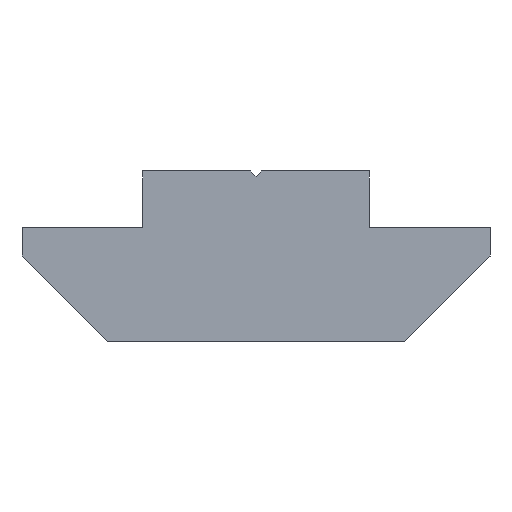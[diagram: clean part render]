
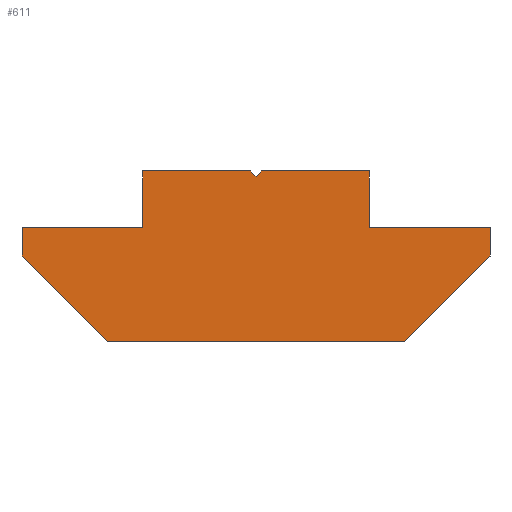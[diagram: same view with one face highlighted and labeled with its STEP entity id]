
A CAD part, left-side view. The second image highlights one B-rep face of the part: STEP entity #611.
In plain terms, the highlighted planar face has unit normal (-1, 0, 0).
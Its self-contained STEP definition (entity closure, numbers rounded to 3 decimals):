
#10 = DIRECTION ( 'NONE',  ( 0., 0., -1. ) ) ;
#12 = VECTOR ( 'NONE', #321, 1000. ) ;
#20 = EDGE_CURVE ( 'NONE', #507, #113, #156, .T. ) ;
#25 = ORIENTED_EDGE ( 'NONE', *, *, #539, .F. ) ;
#31 = VERTEX_POINT ( 'NONE', #579 ) ;
#38 = VERTEX_POINT ( 'NONE', #332 ) ;
#41 = EDGE_CURVE ( 'NONE', #31, #663, #416, .T. ) ;
#43 = VECTOR ( 'NONE', #203, 1000. ) ;
#50 = LINE ( 'NONE', #58, #366 ) ;
#54 = DIRECTION ( 'NONE',  ( 0., 0.707, 0.707 ) ) ;
#58 = CARTESIAN_POINT ( 'NONE',  ( -8., -5.25, -6. ) ) ;
#62 = LINE ( 'NONE', #593, #258 ) ;
#68 = LINE ( 'NONE', #175, #336 ) ;
#76 = VERTEX_POINT ( 'NONE', #278 ) ;
#90 = VERTEX_POINT ( 'NONE', #304 ) ;
#92 = LINE ( 'NONE', #518, #43 ) ;
#98 = CARTESIAN_POINT ( 'NONE',  ( -8., -4., 0. ) ) ;
#102 = CARTESIAN_POINT ( 'NONE',  ( -8., -0.2, 0. ) ) ;
#105 = CARTESIAN_POINT ( 'NONE',  ( -8., 5.25, -6. ) ) ;
#109 = LINE ( 'NONE', #102, #240 ) ;
#110 = CARTESIAN_POINT ( 'NONE',  ( -8., 0.2, 0. ) ) ;
#113 = VERTEX_POINT ( 'NONE', #673 ) ;
#132 = VERTEX_POINT ( 'NONE', #410 ) ;
#145 = CARTESIAN_POINT ( 'NONE',  ( -8., 4., 0. ) ) ;
#149 = VECTOR ( 'NONE', #690, 1000. ) ;
#156 = LINE ( 'NONE', #98, #624 ) ;
#159 = ORIENTED_EDGE ( 'NONE', *, *, #302, .F. ) ;
#162 = VERTEX_POINT ( 'NONE', #461 ) ;
#168 = DIRECTION ( 'NONE',  ( 0., 0.707, -0.707 ) ) ;
#174 = LINE ( 'NONE', #606, #543 ) ;
#175 = CARTESIAN_POINT ( 'NONE',  ( -8., 0., -0.2 ) ) ;
#194 = VERTEX_POINT ( 'NONE', #145 ) ;
#196 = VECTOR ( 'NONE', #425, 1000. ) ;
#202 = EDGE_CURVE ( 'NONE', #411, #555, #68, .T. ) ;
#203 = DIRECTION ( 'NONE',  ( 0., 0., 1. ) ) ;
#204 = CARTESIAN_POINT ( 'NONE',  ( -8., -4., -2. ) ) ;
#206 = VECTOR ( 'NONE', #641, 1000. ) ;
#208 = VERTEX_POINT ( 'NONE', #589 ) ;
#212 = EDGE_CURVE ( 'NONE', #38, #208, #50, .T. ) ;
#227 = CARTESIAN_POINT ( 'NONE',  ( -8., -9.075, -6.3 ) ) ;
#230 = EDGE_CURVE ( 'NONE', #132, #31, #62, .T. ) ;
#233 = EDGE_CURVE ( 'NONE', #76, #162, #686, .T. ) ;
#239 = ORIENTED_EDGE ( 'NONE', *, *, #550, .F. ) ;
#240 = VECTOR ( 'NONE', #634, 1000. ) ;
#251 = AXIS2_PLACEMENT_3D ( 'NONE', #227, #554, #387 ) ;
#258 = VECTOR ( 'NONE', #273, 1000. ) ;
#273 = DIRECTION ( 'NONE',  ( 0., 0., 1. ) ) ;
#278 = CARTESIAN_POINT ( 'NONE',  ( -8., -8.25, -2. ) ) ;
#288 = PLANE ( 'NONE',  #251 ) ;
#302 = EDGE_CURVE ( 'NONE', #90, #411, #488, .T. ) ;
#304 = CARTESIAN_POINT ( 'NONE',  ( -8., 0.2, 0. ) ) ;
#321 = DIRECTION ( 'NONE',  ( 0., -1., 0. ) ) ;
#325 = ORIENTED_EDGE ( 'NONE', *, *, #474, .F. ) ;
#332 = CARTESIAN_POINT ( 'NONE',  ( -8., -5.25, -6. ) ) ;
#336 = VECTOR ( 'NONE', #434, 1000. ) ;
#351 = ORIENTED_EDGE ( 'NONE', *, *, #233, .F. ) ;
#362 = ORIENTED_EDGE ( 'NONE', *, *, #41, .F. ) ;
#364 = CARTESIAN_POINT ( 'NONE',  ( -8., -4., 0. ) ) ;
#366 = VECTOR ( 'NONE', #590, 1000. ) ;
#387 = DIRECTION ( 'NONE',  ( 0., 0., 1. ) ) ;
#391 = CARTESIAN_POINT ( 'NONE',  ( -8., 0., -0.2 ) ) ;
#394 = ORIENTED_EDGE ( 'NONE', *, *, #20, .F. ) ;
#400 = EDGE_LOOP ( 'NONE', ( #526, #672, #159, #325, #239, #362, #440, #25, #638, #566, #351, #679, #394 ) ) ;
#410 = CARTESIAN_POINT ( 'NONE',  ( -8., 8.25, -3. ) ) ;
#411 = VERTEX_POINT ( 'NONE', #391 ) ;
#416 = LINE ( 'NONE', #591, #478 ) ;
#421 = CARTESIAN_POINT ( 'NONE',  ( -8., 4., 0. ) ) ;
#425 = DIRECTION ( 'NONE',  ( 0., -0.707, -0.707 ) ) ;
#429 = CARTESIAN_POINT ( 'NONE',  ( -8., -8.25, -2. ) ) ;
#431 = DIRECTION ( 'NONE',  ( 0., -1., 0. ) ) ;
#434 = DIRECTION ( 'NONE',  ( 0., -0.707, 0.707 ) ) ;
#435 = LINE ( 'NONE', #421, #12 ) ;
#440 = ORIENTED_EDGE ( 'NONE', *, *, #230, .F. ) ;
#460 = EDGE_CURVE ( 'NONE', #555, #507, #109, .T. ) ;
#461 = CARTESIAN_POINT ( 'NONE',  ( -8., -8.25, -3. ) ) ;
#474 = EDGE_CURVE ( 'NONE', #194, #90, #435, .T. ) ;
#478 = VECTOR ( 'NONE', #431, 1000. ) ;
#480 = LINE ( 'NONE', #105, #562 ) ;
#488 = LINE ( 'NONE', #110, #196 ) ;
#500 = EDGE_CURVE ( 'NONE', #113, #76, #603, .T. ) ;
#507 = VERTEX_POINT ( 'NONE', #364 ) ;
#518 = CARTESIAN_POINT ( 'NONE',  ( -8., 4., -2. ) ) ;
#526 = ORIENTED_EDGE ( 'NONE', *, *, #460, .F. ) ;
#539 = EDGE_CURVE ( 'NONE', #208, #132, #480, .T. ) ;
#543 = VECTOR ( 'NONE', #168, 1000. ) ;
#550 = EDGE_CURVE ( 'NONE', #663, #194, #92, .T. ) ;
#554 = DIRECTION ( 'NONE',  ( 1., 0., 0. ) ) ;
#555 = VERTEX_POINT ( 'NONE', #571 ) ;
#562 = VECTOR ( 'NONE', #54, 1000. ) ;
#566 = ORIENTED_EDGE ( 'NONE', *, *, #682, .F. ) ;
#571 = CARTESIAN_POINT ( 'NONE',  ( -8., -0.2, 0. ) ) ;
#579 = CARTESIAN_POINT ( 'NONE',  ( -8., 8.25, -2. ) ) ;
#589 = CARTESIAN_POINT ( 'NONE',  ( -8., 5.25, -6. ) ) ;
#590 = DIRECTION ( 'NONE',  ( 0., 1., 0. ) ) ;
#591 = CARTESIAN_POINT ( 'NONE',  ( -8., 8.25, -2. ) ) ;
#593 = CARTESIAN_POINT ( 'NONE',  ( -8., 8.25, -3. ) ) ;
#594 = FACE_OUTER_BOUND ( 'NONE', #400, .T. ) ;
#603 = LINE ( 'NONE', #204, #149 ) ;
#606 = CARTESIAN_POINT ( 'NONE',  ( -8., -8.25, -3. ) ) ;
#611 = ADVANCED_FACE ( 'NONE', ( #594 ), #288, .F. ) ;
#624 = VECTOR ( 'NONE', #10, 1000. ) ;
#634 = DIRECTION ( 'NONE',  ( 0., -1., 0. ) ) ;
#638 = ORIENTED_EDGE ( 'NONE', *, *, #212, .F. ) ;
#641 = DIRECTION ( 'NONE',  ( 0., 0., -1. ) ) ;
#659 = CARTESIAN_POINT ( 'NONE',  ( -8., 4., -2. ) ) ;
#663 = VERTEX_POINT ( 'NONE', #659 ) ;
#672 = ORIENTED_EDGE ( 'NONE', *, *, #202, .F. ) ;
#673 = CARTESIAN_POINT ( 'NONE',  ( -8., -4., -2. ) ) ;
#679 = ORIENTED_EDGE ( 'NONE', *, *, #500, .F. ) ;
#682 = EDGE_CURVE ( 'NONE', #162, #38, #174, .T. ) ;
#686 = LINE ( 'NONE', #429, #206 ) ;
#690 = DIRECTION ( 'NONE',  ( 0., -1., 0. ) ) ;
